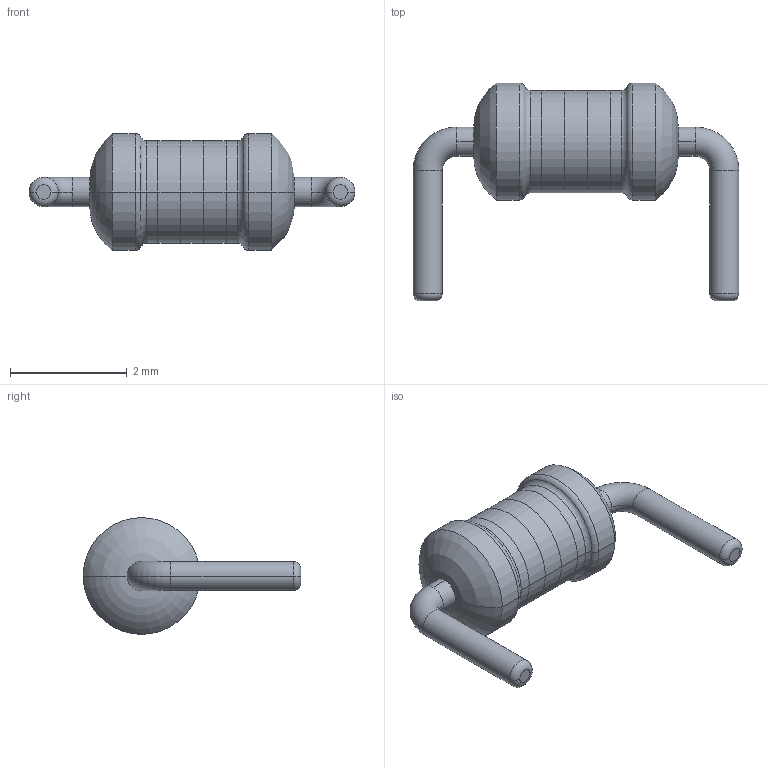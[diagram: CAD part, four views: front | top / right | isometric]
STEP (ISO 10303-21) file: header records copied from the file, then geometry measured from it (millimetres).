
FILE_DESCRIPTION (( 'STEP AP214' ), '1' );
FILE_NAME ('R TH 1_6W P5.08 D0.5 (10k).STEP', '2019-10-27T10:37:45', ( '' ), ( '' ), 'SwSTEP 2.0', 'SolidWorks 2019', '' );
FILE_SCHEMA (( 'AUTOMOTIVE_DESIGN' ));
Length unit declared in the file: millimetre
Products named in the file (1): R TH 1_6W P5.08 D0.5 (10k)
Bounding box: 5.58 x 3.73 x 2 mm (x, y, z)
Volume: 10.1 mm3; surface area: 34.1 mm2
Topology: 1 solids, 1 shells, 44 faces, 94 edges, 52 vertices
Faces by surface type: cylinder 22, torus 20, plane 2
Entity records: 1712 total; most frequent: DIRECTION 256, CARTESIAN_POINT 191, ORIENTED_EDGE 188, AXIS2_PLACEMENT_3D 117, EDGE_CURVE 94, CIRCLE 72, VERTEX_POINT 52, UNCERTAINTY_MEASURE_WITH_UNIT 47
